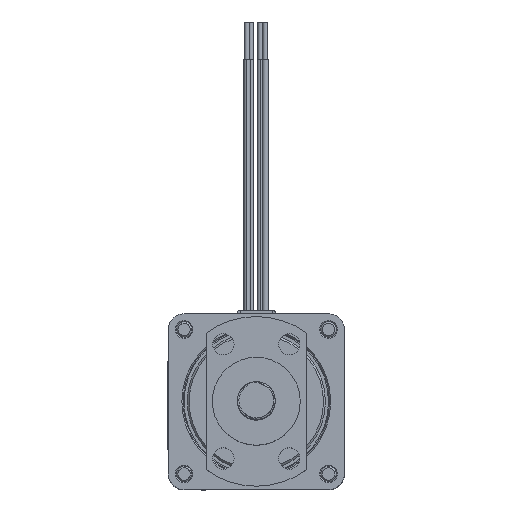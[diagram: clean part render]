
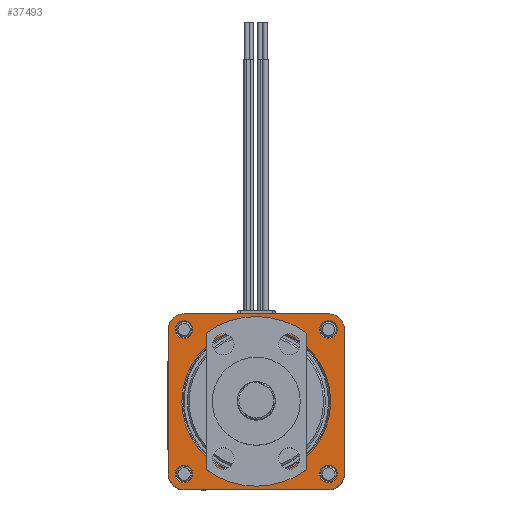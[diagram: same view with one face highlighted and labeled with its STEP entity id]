
A CAD part, top view. The second image highlights one B-rep face of the part: STEP entity #37493.
In plain terms, the highlighted face is planar.
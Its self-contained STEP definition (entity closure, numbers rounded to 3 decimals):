
#3822=LINE('',#63375,#7367);
#3826=LINE('',#63387,#7371);
#3830=LINE('',#63399,#7375);
#3834=LINE('',#63409,#7379);
#7367=VECTOR('',#52075,23.);
#7371=VECTOR('',#52087,23.);
#7375=VECTOR('',#52099,23.);
#7379=VECTOR('',#52111,23.);
#8501=PLANE('',#41256);
#8885=FACE_BOUND('',#12969,.T.);
#8886=FACE_BOUND('',#12970,.T.);
#8887=FACE_BOUND('',#12971,.T.);
#8888=FACE_BOUND('',#12972,.T.);
#8889=FACE_BOUND('',#12973,.T.);
#10826=FACE_OUTER_BOUND('',#12968,.T.);
#12968=EDGE_LOOP('',(#34385,#34386,#34387,#34388,#34389,#34390,#34391,#34392));
#12969=EDGE_LOOP('',(#34393));
#12970=EDGE_LOOP('',(#34394));
#12971=EDGE_LOOP('',(#34395));
#12972=EDGE_LOOP('',(#34396));
#12973=EDGE_LOOP('',(#34397));
#14778=CIRCLE('',#41198,2.5);
#14780=CIRCLE('',#41202,2.5);
#14782=CIRCLE('',#41206,2.5);
#14784=CIRCLE('',#41210,2.5);
#14798=CIRCLE('',#41240,1.4);
#14800=CIRCLE('',#41243,1.4);
#14802=CIRCLE('',#41246,1.4);
#14804=CIRCLE('',#41249,1.4);
#14805=CIRCLE('',#41257,11.85);
#18368=VERTEX_POINT('',#63366);
#18369=VERTEX_POINT('',#63368);
#18371=VERTEX_POINT('',#63374);
#18373=VERTEX_POINT('',#63380);
#18375=VERTEX_POINT('',#63386);
#18377=VERTEX_POINT('',#63392);
#18379=VERTEX_POINT('',#63398);
#18381=VERTEX_POINT('',#63404);
#18411=VERTEX_POINT('',#63491);
#18413=VERTEX_POINT('',#63496);
#18415=VERTEX_POINT('',#63501);
#18417=VERTEX_POINT('',#63506);
#18418=VERTEX_POINT('',#63515);
#23718=EDGE_CURVE('',#18369,#18368,#14778,.T.);
#23721=EDGE_CURVE('',#18371,#18369,#3822,.T.);
#23724=EDGE_CURVE('',#18373,#18371,#14780,.T.);
#23727=EDGE_CURVE('',#18375,#18373,#3826,.T.);
#23730=EDGE_CURVE('',#18377,#18375,#14782,.T.);
#23733=EDGE_CURVE('',#18379,#18377,#3830,.T.);
#23736=EDGE_CURVE('',#18381,#18379,#14784,.T.);
#23739=EDGE_CURVE('',#18368,#18381,#3834,.T.);
#23777=EDGE_CURVE('',#18411,#18411,#14798,.T.);
#23779=EDGE_CURVE('',#18413,#18413,#14800,.T.);
#23781=EDGE_CURVE('',#18415,#18415,#14802,.T.);
#23783=EDGE_CURVE('',#18417,#18417,#14804,.T.);
#23784=EDGE_CURVE('',#18418,#18418,#14805,.F.);
#34385=ORIENTED_EDGE('',*,*,#23718,.T.);
#34386=ORIENTED_EDGE('',*,*,#23739,.T.);
#34387=ORIENTED_EDGE('',*,*,#23736,.T.);
#34388=ORIENTED_EDGE('',*,*,#23733,.T.);
#34389=ORIENTED_EDGE('',*,*,#23730,.T.);
#34390=ORIENTED_EDGE('',*,*,#23727,.T.);
#34391=ORIENTED_EDGE('',*,*,#23724,.T.);
#34392=ORIENTED_EDGE('',*,*,#23721,.T.);
#34393=ORIENTED_EDGE('',*,*,#23784,.T.);
#34394=ORIENTED_EDGE('',*,*,#23777,.F.);
#34395=ORIENTED_EDGE('',*,*,#23779,.F.);
#34396=ORIENTED_EDGE('',*,*,#23781,.F.);
#34397=ORIENTED_EDGE('',*,*,#23783,.F.);
#37493=ADVANCED_FACE('',(#10826,#8885,#8886,#8887,#8888,#8889),#8501,.T.);
#41198=AXIS2_PLACEMENT_3D('',#63369,#52069,#52070);
#41202=AXIS2_PLACEMENT_3D('',#63381,#52081,#52082);
#41206=AXIS2_PLACEMENT_3D('',#63393,#52093,#52094);
#41210=AXIS2_PLACEMENT_3D('',#63405,#52105,#52106);
#41240=AXIS2_PLACEMENT_3D('',#63492,#52192,#52193);
#41243=AXIS2_PLACEMENT_3D('',#63497,#52198,#52199);
#41246=AXIS2_PLACEMENT_3D('',#63502,#52204,#52205);
#41249=AXIS2_PLACEMENT_3D('',#63507,#52210,#52211);
#41256=AXIS2_PLACEMENT_3D('',#63514,#52224,#52225);
#41257=AXIS2_PLACEMENT_3D('',#63516,#52226,#52227);
#52069=DIRECTION('center_axis',(0.,0.,-1.));
#52070=DIRECTION('ref_axis',(-1.,0.,0.));
#52075=DIRECTION('',(-1.,0.,0.));
#52081=DIRECTION('center_axis',(0.,0.,-1.));
#52082=DIRECTION('ref_axis',(-1.,0.,0.));
#52087=DIRECTION('',(0.,-1.,0.));
#52093=DIRECTION('center_axis',(0.,0.,-1.));
#52094=DIRECTION('ref_axis',(-1.,0.,0.));
#52099=DIRECTION('',(1.,0.,0.));
#52105=DIRECTION('center_axis',(0.,0.,-1.));
#52106=DIRECTION('ref_axis',(-1.,0.,0.));
#52111=DIRECTION('',(0.,1.,0.));
#52192=DIRECTION('center_axis',(0.,0.,-1.));
#52193=DIRECTION('ref_axis',(-1.,0.,0.));
#52198=DIRECTION('center_axis',(0.,0.,-1.));
#52199=DIRECTION('ref_axis',(-1.,0.,0.));
#52204=DIRECTION('center_axis',(0.,0.,-1.));
#52205=DIRECTION('ref_axis',(-1.,0.,0.));
#52210=DIRECTION('center_axis',(0.,0.,-1.));
#52211=DIRECTION('ref_axis',(-1.,0.,0.));
#52224=DIRECTION('center_axis',(0.,0.,-1.));
#52225=DIRECTION('ref_axis',(-1.,0.,0.));
#52226=DIRECTION('center_axis',(0.,0.,-1.));
#52227=DIRECTION('ref_axis',(-1.,0.,0.));
#63366=CARTESIAN_POINT('',(-14.,-11.5,1.5));
#63368=CARTESIAN_POINT('',(-11.5,-14.,1.5));
#63369=CARTESIAN_POINT('Origin',(-11.5,-11.5,1.5));
#63374=CARTESIAN_POINT('',(11.5,-14.,1.5));
#63375=CARTESIAN_POINT('',(11.5,-14.,1.5));
#63380=CARTESIAN_POINT('',(14.,-11.5,1.5));
#63381=CARTESIAN_POINT('Origin',(11.5,-11.5,1.5));
#63386=CARTESIAN_POINT('',(14.,11.5,1.5));
#63387=CARTESIAN_POINT('',(14.,11.5,1.5));
#63392=CARTESIAN_POINT('',(11.5,14.,1.5));
#63393=CARTESIAN_POINT('Origin',(11.5,11.5,1.5));
#63398=CARTESIAN_POINT('',(-11.5,14.,1.5));
#63399=CARTESIAN_POINT('',(-11.5,14.,1.5));
#63404=CARTESIAN_POINT('',(-14.,11.5,1.5));
#63405=CARTESIAN_POINT('Origin',(-11.5,11.5,1.5));
#63409=CARTESIAN_POINT('',(-14.,-11.5,1.5));
#63491=CARTESIAN_POINT('',(10.1,11.5,1.5));
#63492=CARTESIAN_POINT('Origin',(11.5,11.5,1.5));
#63496=CARTESIAN_POINT('',(-12.9,11.5,1.5));
#63497=CARTESIAN_POINT('Origin',(-11.5,11.5,1.5));
#63501=CARTESIAN_POINT('',(-12.9,-11.5,1.5));
#63502=CARTESIAN_POINT('Origin',(-11.5,-11.5,1.5));
#63506=CARTESIAN_POINT('',(10.1,-11.5,1.5));
#63507=CARTESIAN_POINT('Origin',(11.5,-11.5,1.5));
#63514=CARTESIAN_POINT('Origin',(0.,0.,1.5));
#63515=CARTESIAN_POINT('',(-11.85,0.,1.5));
#63516=CARTESIAN_POINT('Origin',(0.,0.,1.5));
